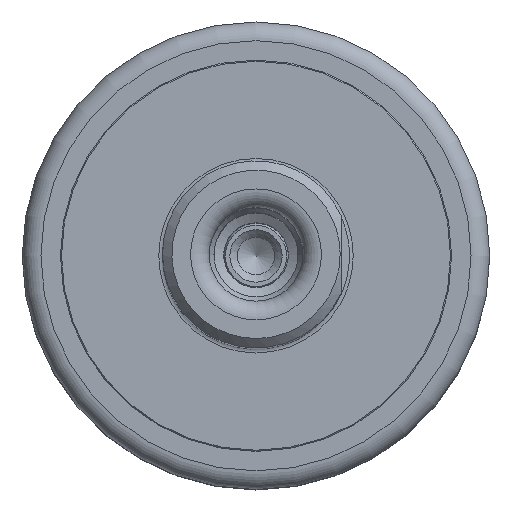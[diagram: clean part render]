
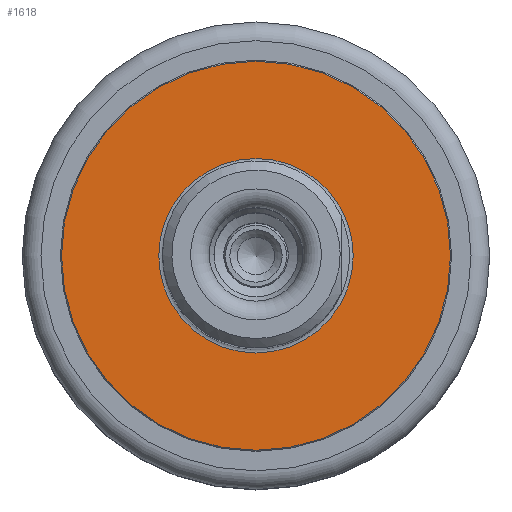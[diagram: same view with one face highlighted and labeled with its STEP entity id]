
A CAD part, top view. The second image highlights one B-rep face of the part: STEP entity #1618.
In plain terms, the highlighted planar face has unit normal (0, 0, 1).
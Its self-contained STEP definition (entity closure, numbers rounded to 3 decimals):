
#47=PLANE('',#1784);
#227=ORIENTED_EDGE('',*,*,#350,.F.);
#228=ORIENTED_EDGE('',*,*,#320,.T.);
#320=EDGE_CURVE('',#413,#413,#506,.T.);
#350=EDGE_CURVE('',#445,#445,#533,.T.);
#413=VERTEX_POINT('',#2315);
#445=VERTEX_POINT('',#2400);
#506=CIRCLE('',#1734,10.4);
#533=CIRCLE('',#1785,5.2);
#681=EDGE_LOOP('',(#227));
#682=EDGE_LOOP('',(#228));
#860=FACE_BOUND('',#681,.T.);
#861=FACE_BOUND('',#682,.T.);
#1618=ADVANCED_FACE('',(#860,#861),#47,.T.);
#1734=AXIS2_PLACEMENT_3D('',#2314,#2000,#2001);
#1784=AXIS2_PLACEMENT_3D('',#2398,#2102,#2103);
#1785=AXIS2_PLACEMENT_3D('',#2399,#2104,#2105);
#2000=DIRECTION('',(0.,0.,1.));
#2001=DIRECTION('',(1.,0.,0.));
#2102=DIRECTION('',(0.,0.,1.));
#2103=DIRECTION('',(1.,0.,0.));
#2104=DIRECTION('',(0.,0.,1.));
#2105=DIRECTION('',(1.,0.,0.));
#2314=CARTESIAN_POINT('',(0.,0.,6.2));
#2315=CARTESIAN_POINT('',(10.4,0.,6.2));
#2398=CARTESIAN_POINT('',(5.2,0.,6.2));
#2399=CARTESIAN_POINT('',(0.,0.,6.2));
#2400=CARTESIAN_POINT('',(5.2,0.,6.2));
